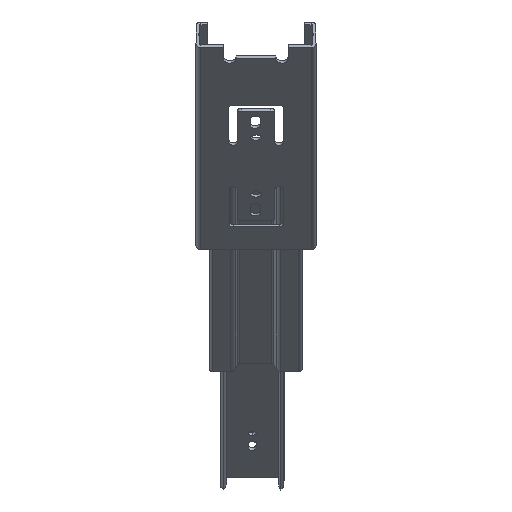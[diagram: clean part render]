
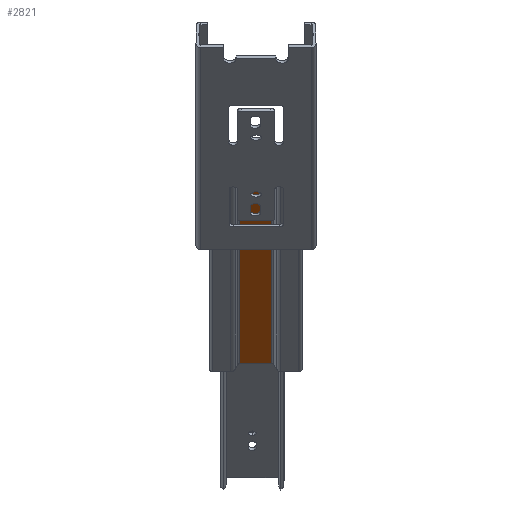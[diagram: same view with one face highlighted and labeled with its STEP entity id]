
A CAD part, left-side view. The second image highlights one B-rep face of the part: STEP entity #2821.
In plain terms, the highlighted face is planar.
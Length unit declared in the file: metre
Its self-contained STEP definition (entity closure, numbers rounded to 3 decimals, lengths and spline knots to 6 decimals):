
#125 = DIRECTION ( 'NONE',  ( 0., -1., 0. ) ) ;
#137 = VECTOR ( 'NONE', #1321, 1. ) ;
#222 = AXIS2_PLACEMENT_3D ( 'NONE', #255, #5029, #732 ) ;
#255 = CARTESIAN_POINT ( 'NONE',  ( -0.003937, -0.006601, 0.000025 ) ) ;
#301 = VERTEX_POINT ( 'NONE', #2830 ) ;
#641 = VECTOR ( 'NONE', #5373, 1. ) ;
#709 = PLANE ( 'NONE',  #222 ) ;
#732 = DIRECTION ( 'NONE',  ( 0., -1., 0. ) ) ;
#1080 = EDGE_LOOP ( 'NONE', ( #1823, #5758, #1432, #4825 ) ) ;
#1169 = CARTESIAN_POINT ( 'NONE',  ( -0.003937, 0.006116, 0.000025 ) ) ;
#1321 = DIRECTION ( 'NONE',  ( 0., 1., 0. ) ) ;
#1432 = ORIENTED_EDGE ( 'NONE', *, *, #5196, .F. ) ;
#1823 = ORIENTED_EDGE ( 'NONE', *, *, #3708, .F. ) ;
#2201 = VERTEX_POINT ( 'NONE', #4303 ) ;
#2398 = LINE ( 'NONE', #4470, #641 ) ;
#2409 = VERTEX_POINT ( 'NONE', #2828 ) ;
#2513 = FACE_OUTER_BOUND ( 'NONE', #1080, .T. ) ;
#2682 = CARTESIAN_POINT ( 'NONE',  ( -0.153931, -0.006116, 0.000025 ) ) ;
#2760 = EDGE_CURVE ( 'NONE', #2409, #301, #2881, .T. ) ;
#2821 = ADVANCED_FACE ( 'NONE', ( #2513 ), #709, .F. ) ;
#2828 = CARTESIAN_POINT ( 'NONE',  ( -0.153931, 0.006116, 0.000025 ) ) ;
#2830 = CARTESIAN_POINT ( 'NONE',  ( -0.003937, 0.006116, 0.000025 ) ) ;
#2870 = VERTEX_POINT ( 'NONE', #2682 ) ;
#2881 = LINE ( 'NONE', #1169, #6211 ) ;
#2956 = CARTESIAN_POINT ( 'NONE',  ( -0.153931, -0.007378, 0.000025 ) ) ;
#3011 = LINE ( 'NONE', #2956, #4074 ) ;
#3708 = EDGE_CURVE ( 'NONE', #2409, #2870, #3011, .T. ) ;
#3836 = LINE ( 'NONE', #5257, #137 ) ;
#4074 = VECTOR ( 'NONE', #125, 1. ) ;
#4303 = CARTESIAN_POINT ( 'NONE',  ( -0.003937, -0.006116, 0.000025 ) ) ;
#4470 = CARTESIAN_POINT ( 'NONE',  ( -0.153931, -0.006116, 0.000025 ) ) ;
#4825 = ORIENTED_EDGE ( 'NONE', *, *, #6214, .T. ) ;
#5029 = DIRECTION ( 'NONE',  ( 0., 0., 1. ) ) ;
#5050 = DIRECTION ( 'NONE',  ( 1., 0., 0. ) ) ;
#5196 = EDGE_CURVE ( 'NONE', #2201, #301, #3836, .T. ) ;
#5257 = CARTESIAN_POINT ( 'NONE',  ( -0.003937, -0.006601, 0.000025 ) ) ;
#5373 = DIRECTION ( 'NONE',  ( -1., 0., 0. ) ) ;
#5758 = ORIENTED_EDGE ( 'NONE', *, *, #2760, .T. ) ;
#6211 = VECTOR ( 'NONE', #5050, 1. ) ;
#6214 = EDGE_CURVE ( 'NONE', #2201, #2870, #2398, .T. ) ;
